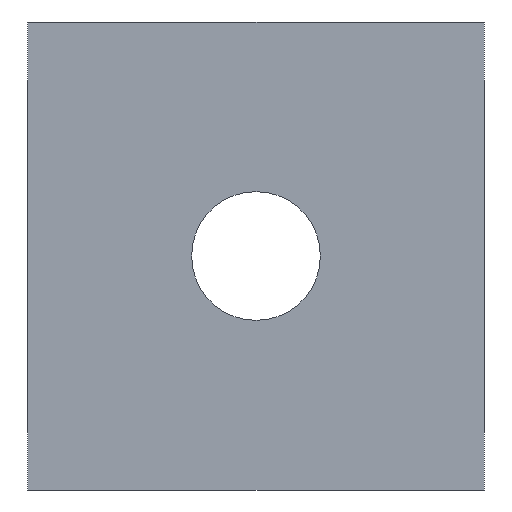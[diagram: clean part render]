
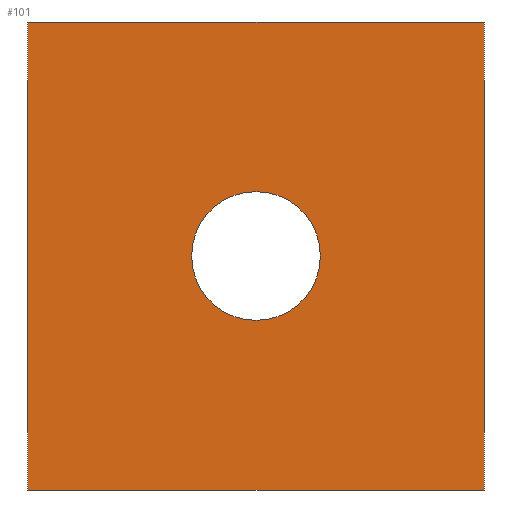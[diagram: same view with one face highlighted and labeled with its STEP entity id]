
A CAD part, front view. The second image highlights one B-rep face of the part: STEP entity #101.
In plain terms, the highlighted planar face has unit normal (0, -1, 0).
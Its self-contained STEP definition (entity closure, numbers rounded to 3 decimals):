
#101 = ADVANCED_FACE( '', ( #181, #182 ), #183, .F. );
#181 = FACE_BOUND( '', #288, .T. );
#182 = FACE_OUTER_BOUND( '', #289, .T. );
#183 = PLANE( '', #290 );
#288 = EDGE_LOOP( '', ( #558 ) );
#289 = EDGE_LOOP( '', ( #559, #560, #561, #562 ) );
#290 = AXIS2_PLACEMENT_3D( '', #563, #564, #565 );
#558 = ORIENTED_EDGE( '', *, *, #797, .T. );
#559 = ORIENTED_EDGE( '', *, *, #859, .T. );
#560 = ORIENTED_EDGE( '', *, *, #869, .T. );
#561 = ORIENTED_EDGE( '', *, *, #856, .F. );
#562 = ORIENTED_EDGE( '', *, *, #791, .F. );
#563 = CARTESIAN_POINT( '', ( -9.75, -11.3, 7.5 ) );
#564 = DIRECTION( '', ( 0., 1., 0. ) );
#565 = DIRECTION( '', ( -1., 0., 0. ) );
#791 = EDGE_CURVE( '', #945, #936, #947, .T. );
#797 = EDGE_CURVE( '', #958, #958, #959, .T. );
#856 = EDGE_CURVE( '', #936, #1059, #1060, .T. );
#859 = EDGE_CURVE( '', #945, #1062, #1064, .T. );
#869 = EDGE_CURVE( '', #1062, #1059, #1080, .T. );
#936 = VERTEX_POINT( '', #1182 );
#945 = VERTEX_POINT( '', #1193 );
#947 = LINE( '', #1196, #1197 );
#958 = VERTEX_POINT( '', #1290 );
#959 = CIRCLE( '', #1291, 2.75 );
#1059 = VERTEX_POINT( '', #1438 );
#1060 = LINE( '', #1439, #1440 );
#1062 = VERTEX_POINT( '', #1443 );
#1064 = LINE( '', #1446, #1447 );
#1080 = LINE( '', #1470, #1471 );
#1182 = CARTESIAN_POINT( '', ( 9.75, -11.3, 10. ) );
#1193 = CARTESIAN_POINT( '', ( -9.75, -11.3, 10. ) );
#1196 = CARTESIAN_POINT( '', ( -9.75, -11.3, 10. ) );
#1197 = VECTOR( '', #1605, 1000. );
#1290 = CARTESIAN_POINT( '', ( 2.75, -11.3, 0. ) );
#1291 = AXIS2_PLACEMENT_3D( '', #1614, #1615, #1616 );
#1438 = CARTESIAN_POINT( '', ( 9.75, -11.3, -10. ) );
#1439 = CARTESIAN_POINT( '', ( 9.75, -11.3, 7.5 ) );
#1440 = VECTOR( '', #1697, 1000. );
#1443 = CARTESIAN_POINT( '', ( -9.75, -11.3, -10. ) );
#1446 = CARTESIAN_POINT( '', ( -9.75, -11.3, 7.5 ) );
#1447 = VECTOR( '', #1700, 1000. );
#1470 = CARTESIAN_POINT( '', ( -9.75, -11.3, -10. ) );
#1471 = VECTOR( '', #1714, 1000. );
#1605 = DIRECTION( '', ( 1., 0., 0. ) );
#1614 = CARTESIAN_POINT( '', ( 0., -11.3, 0. ) );
#1615 = DIRECTION( '', ( 0., 1., 0. ) );
#1616 = DIRECTION( '', ( 1., 0., 0. ) );
#1697 = DIRECTION( '', ( 0., 0., -1. ) );
#1700 = DIRECTION( '', ( 0., 0., -1. ) );
#1714 = DIRECTION( '', ( 1., 0., 0. ) );
